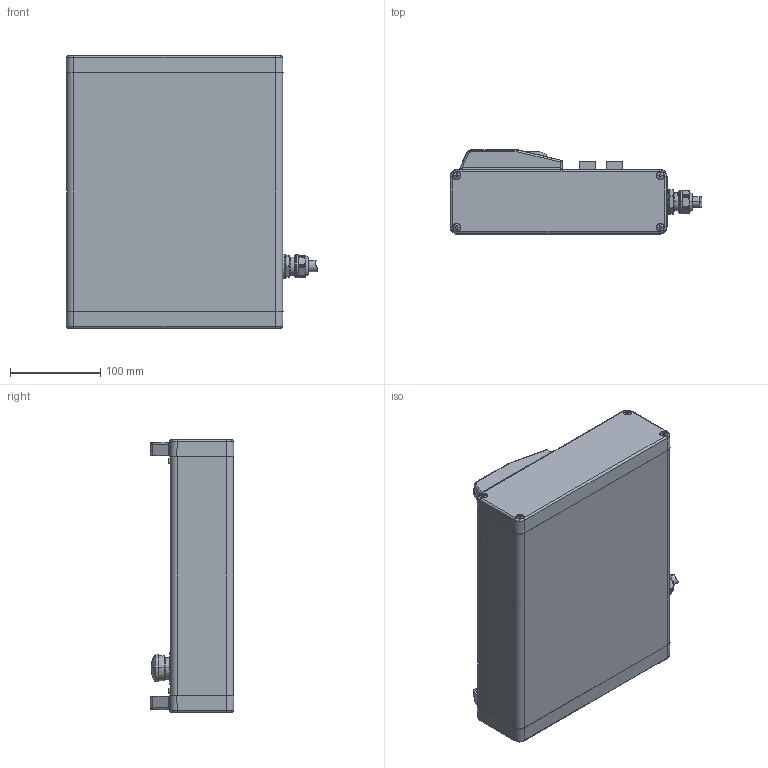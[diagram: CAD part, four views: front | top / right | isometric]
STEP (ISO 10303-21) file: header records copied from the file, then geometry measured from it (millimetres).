
FILE_DESCRIPTION (( 'STEP AP203' ), '1' );
FILE_NAME ('N2C-P707-STP.step', '2025-06-26T00:53:24', ( '' ), ( '' ), 'SwSTEP 2.0', 'SolidWorks 2020', '' );
FILE_SCHEMA (( 'CONFIG_CONTROL_DESIGN' ));
Length unit declared in the file: millimetre
Products named in the file (11): PANEL_KETSUGO; A165L-JGM-24D-1; _X2_30B430E030D630C330B730E5_X0_; OA-W1613; A165E_LS_24D-01; HONTAI_KETSUGO; OA-W1613B_ASSY_003J; NUT; N2C-P707-STP; 旕忢掆巭及腟(兂35) C4P-135S
Assembly tree (11 placements, depth 4):
  N2C-P707-STP
    HONTAI_KETSUGO
    PANEL_KETSUGO
    旕忢掆巭及腟(兂35) C4P-135S
    A165E_LS_24D-01
    A165L-JGM-24D-1  x2
    OA-W1613B_ASSY_003J
      OA-W1613
        OA-W1613
        _X2_30B430E030D630C330B730E5_X0_
      NUT
Bounding box: 279.8 x 93.22 x 303 mm (x, y, z)
Volume: 621507.2 mm3; surface area: 490554.7 mm2
Topology: 10 solids, 14 shells, 1259 faces, 3313 edges, 2114 vertices
Faces by surface type: plane 658, cylinder 313, bspline 162, cone 106, sphere 20
Entity records: 48121 total; most frequent: CARTESIAN_POINT 18037, ORIENTED_EDGE 6450, DIRECTION 5571, EDGE_CURVE 3225, VERTEX_POINT 2058, AXIS2_PLACEMENT_3D 1947, LINE 1677, VECTOR 1677
